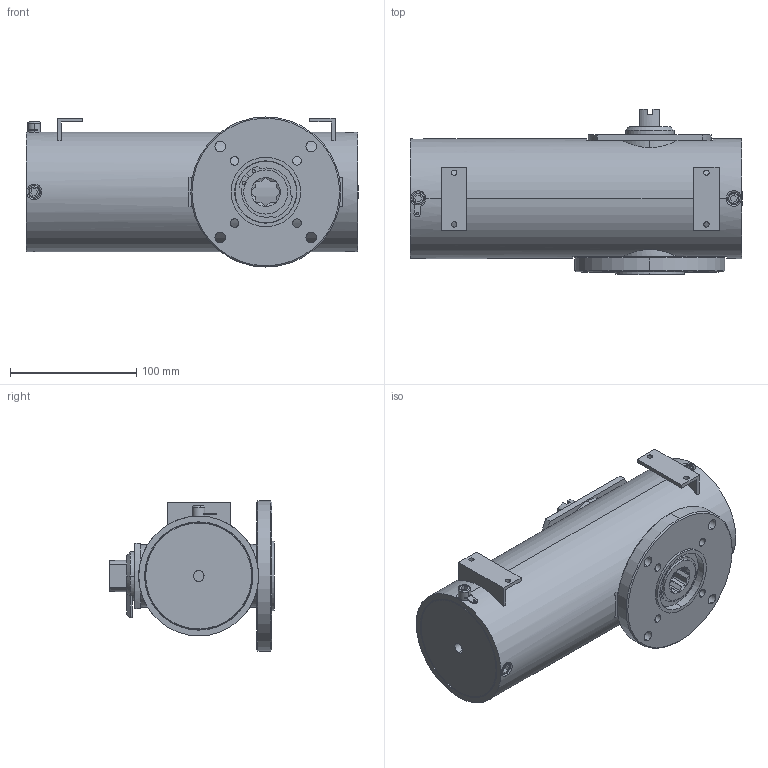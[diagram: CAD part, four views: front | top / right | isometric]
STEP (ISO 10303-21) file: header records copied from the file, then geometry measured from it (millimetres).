
FILE_DESCRIPTION (( 'STEP AP203' ), '1' );
FILE_NAME ('RCC230-SR.STEP', '2018-08-21T08:17:28', ( '' ), ( '' ), 'SwSTEP 2.0', 'SolidWorks 2018', '' );
FILE_SCHEMA (( 'CONFIG_CONTROL_DESIGN' ));
Length unit declared in the file: millimetre
Products named in the file (1): RCC230-SR
Bounding box: 263.2 x 130.8 x 119 mm (x, y, z)
Volume: 2017954.6 mm3; surface area: 149668.5 mm2
Topology: 1 solids, 18 shells, 495 faces, 1289 edges, 841 vertices
Faces by surface type: cylinder 211, plane 200, cone 46, bspline 38
Entity records: 21500 total; most frequent: CARTESIAN_POINT 9472, ORIENTED_EDGE 2554, DIRECTION 2425, EDGE_CURVE 1277, AXIS2_PLACEMENT_3D 935, VERTEX_POINT 841, EDGE_LOOP 570, VECTOR 555
